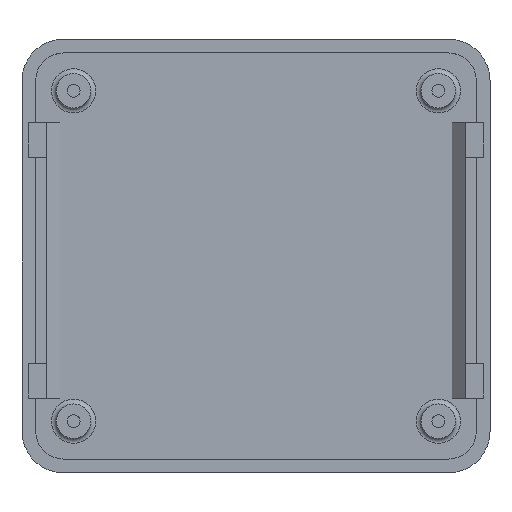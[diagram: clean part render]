
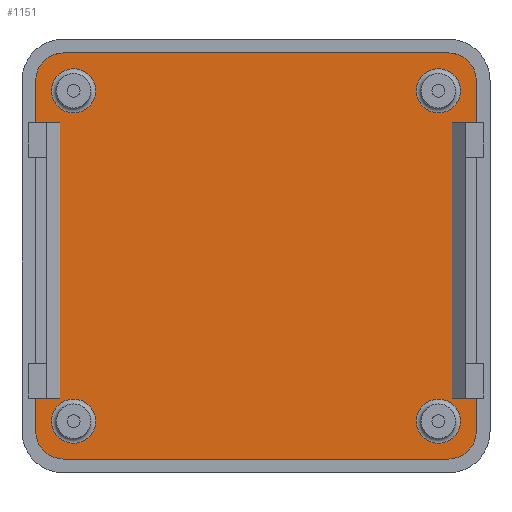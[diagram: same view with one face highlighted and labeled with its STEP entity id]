
A CAD part, top view. The second image highlights one B-rep face of the part: STEP entity #1151.
In plain terms, the highlighted planar face has unit normal (0, 0, 1).
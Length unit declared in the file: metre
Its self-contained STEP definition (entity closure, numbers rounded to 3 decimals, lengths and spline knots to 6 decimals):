
#33=CIRCLE('',#1227,0.003207);
#35=CIRCLE('',#1230,0.003207);
#37=CIRCLE('',#1233,0.003207);
#39=CIRCLE('',#1236,0.003207);
#41=CIRCLE('',#1239,0.004);
#43=CIRCLE('',#1243,0.004);
#45=CIRCLE('',#1247,0.004);
#47=CIRCLE('',#1251,0.004);
#156=ORIENTED_EDGE('',*,*,#429,.T.);
#157=ORIENTED_EDGE('',*,*,#431,.T.);
#158=ORIENTED_EDGE('',*,*,#433,.T.);
#159=ORIENTED_EDGE('',*,*,#435,.T.);
#160=ORIENTED_EDGE('',*,*,#460,.T.);
#161=ORIENTED_EDGE('',*,*,#461,.T.);
#162=ORIENTED_EDGE('',*,*,#462,.F.);
#163=ORIENTED_EDGE('',*,*,#454,.F.);
#164=ORIENTED_EDGE('',*,*,#450,.F.);
#165=ORIENTED_EDGE('',*,*,#447,.F.);
#166=ORIENTED_EDGE('',*,*,#444,.F.);
#167=ORIENTED_EDGE('',*,*,#426,.F.);
#168=ORIENTED_EDGE('',*,*,#463,.T.);
#169=ORIENTED_EDGE('',*,*,#464,.T.);
#170=ORIENTED_EDGE('',*,*,#465,.F.);
#171=ORIENTED_EDGE('',*,*,#442,.F.);
#172=ORIENTED_EDGE('',*,*,#438,.F.);
#173=ORIENTED_EDGE('',*,*,#459,.F.);
#174=ORIENTED_EDGE('',*,*,#456,.F.);
#175=ORIENTED_EDGE('',*,*,#422,.F.);
#422=EDGE_CURVE('',#575,#576,#688,.T.);
#426=EDGE_CURVE('',#579,#580,#692,.T.);
#429=EDGE_CURVE('',#582,#582,#33,.T.);
#431=EDGE_CURVE('',#584,#584,#35,.T.);
#433=EDGE_CURVE('',#586,#586,#37,.T.);
#435=EDGE_CURVE('',#588,#588,#39,.T.);
#438=EDGE_CURVE('',#591,#592,#41,.T.);
#442=EDGE_CURVE('',#592,#594,#698,.T.);
#444=EDGE_CURVE('',#580,#596,#43,.T.);
#447=EDGE_CURVE('',#596,#598,#701,.T.);
#450=EDGE_CURVE('',#598,#600,#45,.T.);
#454=EDGE_CURVE('',#600,#601,#706,.T.);
#456=EDGE_CURVE('',#576,#603,#47,.T.);
#459=EDGE_CURVE('',#603,#591,#709,.T.);
#460=EDGE_CURVE('',#575,#604,#710,.T.);
#461=EDGE_CURVE('',#604,#605,#711,.T.);
#462=EDGE_CURVE('',#601,#605,#712,.T.);
#463=EDGE_CURVE('',#579,#606,#713,.T.);
#464=EDGE_CURVE('',#606,#607,#714,.T.);
#465=EDGE_CURVE('',#594,#607,#715,.T.);
#575=VERTEX_POINT('',#1739);
#576=VERTEX_POINT('',#1741);
#579=VERTEX_POINT('',#1748);
#580=VERTEX_POINT('',#1750);
#582=VERTEX_POINT('',#1756);
#584=VERTEX_POINT('',#1761);
#586=VERTEX_POINT('',#1766);
#588=VERTEX_POINT('',#1771);
#591=VERTEX_POINT('',#1777);
#592=VERTEX_POINT('',#1779);
#594=VERTEX_POINT('',#1784);
#596=VERTEX_POINT('',#1791);
#598=VERTEX_POINT('',#1797);
#600=VERTEX_POINT('',#1803);
#601=VERTEX_POINT('',#1807);
#603=VERTEX_POINT('',#1814);
#604=VERTEX_POINT('',#1821);
#605=VERTEX_POINT('',#1823);
#606=VERTEX_POINT('',#1826);
#607=VERTEX_POINT('',#1828);
#688=LINE('',#1740,#806);
#692=LINE('',#1749,#810);
#698=LINE('',#1786,#816);
#701=LINE('',#1796,#819);
#706=LINE('',#1809,#824);
#709=LINE('',#1818,#827);
#710=LINE('',#1820,#828);
#711=LINE('',#1822,#829);
#712=LINE('',#1824,#830);
#713=LINE('',#1825,#831);
#714=LINE('',#1827,#832);
#715=LINE('',#1829,#833);
#806=VECTOR('',#1376,1.);
#810=VECTOR('',#1382,1.);
#816=VECTOR('',#1420,1.);
#819=VECTOR('',#1431,1.);
#824=VECTOR('',#1444,1.);
#827=VECTOR('',#1455,1.);
#828=VECTOR('',#1458,1.);
#829=VECTOR('',#1459,1.);
#830=VECTOR('',#1460,1.);
#831=VECTOR('',#1461,1.);
#832=VECTOR('',#1462,1.);
#833=VECTOR('',#1463,1.);
#918=EDGE_LOOP('',(#156));
#919=EDGE_LOOP('',(#157));
#920=EDGE_LOOP('',(#158));
#921=EDGE_LOOP('',(#159));
#922=EDGE_LOOP('',(#160,#161,#162,#163,#164,#165,#166,#167,#168,#169,#170,
#171,#172,#173,#174,#175));
#1012=FACE_BOUND('',#918,.T.);
#1013=FACE_BOUND('',#919,.T.);
#1014=FACE_BOUND('',#920,.T.);
#1015=FACE_BOUND('',#921,.T.);
#1016=FACE_BOUND('',#922,.T.);
#1094=PLANE('',#1253);
#1151=ADVANCED_FACE('',(#1012,#1013,#1014,#1015,#1016),#1094,.F.);
#1227=AXIS2_PLACEMENT_3D('',#1755,#1388,#1389);
#1230=AXIS2_PLACEMENT_3D('',#1760,#1394,#1395);
#1233=AXIS2_PLACEMENT_3D('',#1765,#1400,#1401);
#1236=AXIS2_PLACEMENT_3D('',#1770,#1406,#1407);
#1239=AXIS2_PLACEMENT_3D('',#1778,#1413,#1414);
#1243=AXIS2_PLACEMENT_3D('',#1790,#1425,#1426);
#1247=AXIS2_PLACEMENT_3D('',#1802,#1437,#1438);
#1251=AXIS2_PLACEMENT_3D('',#1813,#1449,#1450);
#1253=AXIS2_PLACEMENT_3D('',#1819,#1456,#1457);
#1376=DIRECTION('',(0.,-1.,0.));
#1382=DIRECTION('',(0.,1.,0.));
#1388=DIRECTION('',(0.,0.,-1.));
#1389=DIRECTION('',(-1.,0.,0.));
#1394=DIRECTION('',(0.,0.,-1.));
#1395=DIRECTION('',(-1.,0.,0.));
#1400=DIRECTION('',(0.,0.,-1.));
#1401=DIRECTION('',(-1.,0.,0.));
#1406=DIRECTION('',(0.,0.,-1.));
#1407=DIRECTION('',(-1.,0.,0.));
#1413=DIRECTION('',(0.,0.,-1.));
#1414=DIRECTION('',(-1.,0.,0.));
#1420=DIRECTION('',(0.,1.,0.));
#1425=DIRECTION('',(0.,0.,-1.));
#1426=DIRECTION('',(-1.,0.,0.));
#1431=DIRECTION('',(1.,0.,0.));
#1437=DIRECTION('',(0.,0.,-1.));
#1438=DIRECTION('',(-1.,0.,0.));
#1444=DIRECTION('',(0.,-1.,0.));
#1449=DIRECTION('',(0.,0.,-1.));
#1450=DIRECTION('',(-1.,0.,0.));
#1455=DIRECTION('',(-1.,0.,0.));
#1456=DIRECTION('',(0.,0.,-1.));
#1457=DIRECTION('',(1.,0.,0.));
#1458=DIRECTION('',(-1.,0.,0.));
#1459=DIRECTION('',(0.,1.,0.));
#1460=DIRECTION('',(-1.,0.,0.));
#1461=DIRECTION('',(1.,0.,0.));
#1462=DIRECTION('',(0.,-1.,0.));
#1463=DIRECTION('',(1.,0.,0.));
#1739=CARTESIAN_POINT('',(0.032,-0.02067,-0.0025));
#1740=CARTESIAN_POINT('',(0.032,-0.00002,-0.0025));
#1741=CARTESIAN_POINT('',(0.032,-0.02552,-0.0025));
#1748=CARTESIAN_POINT('',(-0.032,0.01933,-0.0025));
#1749=CARTESIAN_POINT('',(-0.032,-0.00002,-0.0025));
#1750=CARTESIAN_POINT('',(-0.032,0.02548,-0.0025));
#1755=CARTESIAN_POINT('',(-0.0265,-0.02402,-0.0025));
#1756=CARTESIAN_POINT('',(-0.029707,-0.02402,-0.0025));
#1760=CARTESIAN_POINT('',(-0.0265,0.02398,-0.0025));
#1761=CARTESIAN_POINT('',(-0.029707,0.02398,-0.0025));
#1765=CARTESIAN_POINT('',(0.0265,-0.02402,-0.0025));
#1766=CARTESIAN_POINT('',(0.023293,-0.02402,-0.0025));
#1770=CARTESIAN_POINT('',(0.0265,0.02398,-0.0025));
#1771=CARTESIAN_POINT('',(0.023293,0.02398,-0.0025));
#1777=CARTESIAN_POINT('',(-0.028,-0.02952,-0.0025));
#1778=CARTESIAN_POINT('',(-0.028,-0.02552,-0.0025));
#1779=CARTESIAN_POINT('',(-0.032,-0.02552,-0.0025));
#1784=CARTESIAN_POINT('',(-0.032,-0.02067,-0.0025));
#1786=CARTESIAN_POINT('',(-0.032,-0.00002,-0.0025));
#1790=CARTESIAN_POINT('',(-0.028,0.02548,-0.0025));
#1791=CARTESIAN_POINT('',(-0.028,0.02948,-0.0025));
#1796=CARTESIAN_POINT('',(0.,0.02948,-0.0025));
#1797=CARTESIAN_POINT('',(0.028,0.02948,-0.0025));
#1802=CARTESIAN_POINT('',(0.028,0.02548,-0.0025));
#1803=CARTESIAN_POINT('',(0.032,0.02548,-0.0025));
#1807=CARTESIAN_POINT('',(0.032,0.01933,-0.0025));
#1809=CARTESIAN_POINT('',(0.032,-0.00002,-0.0025));
#1813=CARTESIAN_POINT('',(0.028,-0.02552,-0.0025));
#1814=CARTESIAN_POINT('',(0.028,-0.02952,-0.0025));
#1818=CARTESIAN_POINT('',(0.,-0.02952,-0.0025));
#1819=CARTESIAN_POINT('',(0.,-0.00002,-0.0025));
#1820=CARTESIAN_POINT('',(0.03125,-0.02067,-0.0025));
#1821=CARTESIAN_POINT('',(0.0285,-0.02067,-0.0025));
#1822=CARTESIAN_POINT('',(0.0285,0.01933,-0.0025));
#1823=CARTESIAN_POINT('',(0.0285,0.01933,-0.0025));
#1824=CARTESIAN_POINT('',(0.03125,0.01933,-0.0025));
#1825=CARTESIAN_POINT('',(-0.03125,0.01933,-0.0025));
#1826=CARTESIAN_POINT('',(-0.0285,0.01933,-0.0025));
#1827=CARTESIAN_POINT('',(-0.0285,-0.00002,-0.0025));
#1828=CARTESIAN_POINT('',(-0.0285,-0.02067,-0.0025));
#1829=CARTESIAN_POINT('',(-0.03125,-0.02067,-0.0025));
